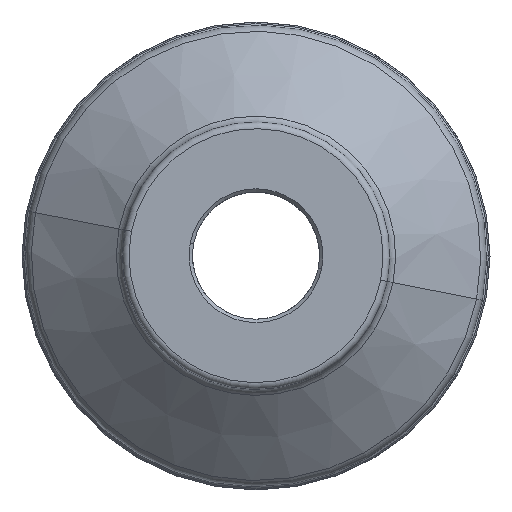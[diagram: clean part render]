
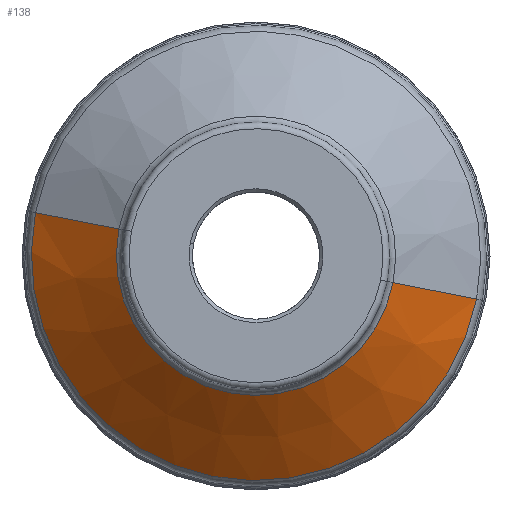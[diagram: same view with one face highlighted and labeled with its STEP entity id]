
A CAD part, top view. The second image highlights one B-rep face of the part: STEP entity #138.
In plain terms, the highlighted conical face has half-angle 50 degrees and reference radius 54.505 mm.
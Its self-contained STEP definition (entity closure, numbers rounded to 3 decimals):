
#90=CONICAL_SURFACE('',#1326,54.505,50.);
#138=ADVANCED_FACE('',(#232),#90,.T.);
#232=FACE_OUTER_BOUND('',#302,.T.);
#302=EDGE_LOOP('',(#488,#489,#490,#491));
#488=ORIENTED_EDGE('',*,*,#806,.T.);
#489=ORIENTED_EDGE('',*,*,#805,.T.);
#490=ORIENTED_EDGE('',*,*,#807,.F.);
#491=ORIENTED_EDGE('',*,*,#808,.T.);
#684=VERTEX_POINT('',#2038);
#685=VERTEX_POINT('',#2040);
#686=VERTEX_POINT('',#2044);
#687=VERTEX_POINT('',#2046);
#805=EDGE_CURVE('',#684,#685,#944,.T.);
#806=EDGE_CURVE('',#686,#684,#1087,.T.);
#807=EDGE_CURVE('',#687,#685,#1088,.T.);
#808=EDGE_CURVE('',#687,#686,#945,.T.);
#944=CIRCLE('',#1323,67.224);
#945=CIRCLE('',#1325,41.786);
#1087=LINE('',#2043,#1133);
#1088=LINE('',#2045,#1134);
#1133=VECTOR('',#1665,1.);
#1134=VECTOR('',#1666,1.);
#1323=AXIS2_PLACEMENT_3D('',#2041,#1661,#1662);
#1325=AXIS2_PLACEMENT_3D('',#2047,#1667,#1668);
#1326=AXIS2_PLACEMENT_3D('',#2048,#1669,#1670);
#1661=DIRECTION('',(0.,0.,1.));
#1662=DIRECTION('',(-0.981,0.192,0.));
#1665=DIRECTION('',(-0.752,0.147,-0.643));
#1666=DIRECTION('',(0.752,-0.147,-0.643));
#1667=DIRECTION('',(0.,0.,-1.));
#1668=DIRECTION('',(0.981,-0.192,0.));
#1669=DIRECTION('',(0.,0.,-1.));
#1670=DIRECTION('',(0.981,-0.192,0.));
#2038=CARTESIAN_POINT('',(-65.968,12.932,-41.501));
#2040=CARTESIAN_POINT('',(65.968,-12.932,-41.501));
#2041=CARTESIAN_POINT('',(0.,0.,-41.501));
#2043=CARTESIAN_POINT('',(-65.968,12.932,-41.501));
#2044=CARTESIAN_POINT('',(-41.006,8.038,-20.156));
#2045=CARTESIAN_POINT('',(65.968,-12.932,-41.501));
#2046=CARTESIAN_POINT('',(41.006,-8.038,-20.156));
#2047=CARTESIAN_POINT('',(0.,0.,-20.156));
#2048=CARTESIAN_POINT('',(0.,0.,-30.829));
